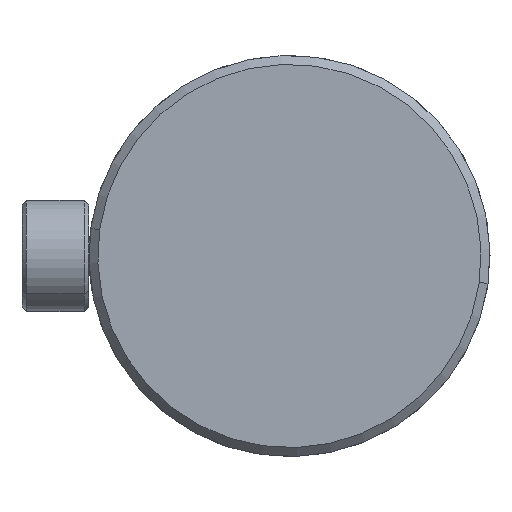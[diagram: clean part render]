
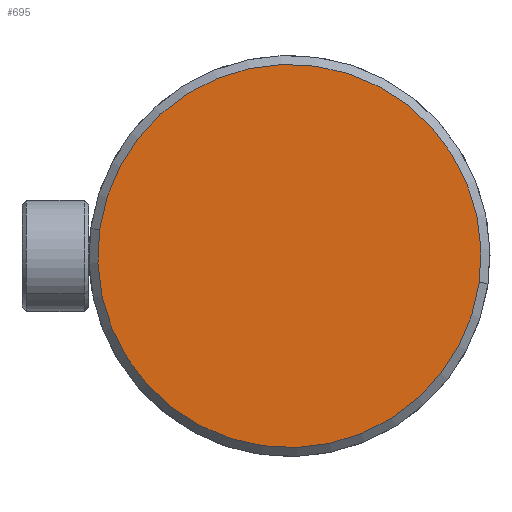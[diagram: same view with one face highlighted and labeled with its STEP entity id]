
A CAD part, left-side view. The second image highlights one B-rep face of the part: STEP entity #695.
In plain terms, the highlighted planar face has unit normal (-1, 0, 0).
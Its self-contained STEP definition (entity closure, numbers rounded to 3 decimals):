
#134 = CARTESIAN_POINT ( 'NONE',  ( -15., 0., 0. ) ) ;
#247 = DIRECTION ( 'NONE',  ( -1., 0., 0. ) ) ;
#518 = DIRECTION ( 'NONE',  ( 1., 0., 0. ) ) ;
#582 = DIRECTION ( 'NONE',  ( 0., -1., 0. ) ) ;
#584 = CARTESIAN_POINT ( 'NONE',  ( -15., 43., 0. ) ) ;
#695 = ADVANCED_FACE ( 'NONE', ( #2827 ), #2455, .T. ) ;
#749 = DIRECTION ( 'NONE',  ( 0., 1., 0. ) ) ;
#753 = VERTEX_POINT ( 'NONE', #1533 ) ;
#971 = EDGE_CURVE ( 'NONE', #2464, #753, #2941, .T. ) ;
#1345 = EDGE_LOOP ( 'NONE', ( #1686, #1721 ) ) ;
#1365 = AXIS2_PLACEMENT_3D ( 'NONE', #2223, #2160, #749 ) ;
#1475 = DIRECTION ( 'NONE',  ( 0., 1., 0. ) ) ;
#1486 = AXIS2_PLACEMENT_3D ( 'NONE', #134, #247, #582 ) ;
#1533 = CARTESIAN_POINT ( 'NONE',  ( -15., -43., 0. ) ) ;
#1686 = ORIENTED_EDGE ( 'NONE', *, *, #971, .F. ) ;
#1721 = ORIENTED_EDGE ( 'NONE', *, *, #1957, .F. ) ;
#1957 = EDGE_CURVE ( 'NONE', #753, #2464, #2220, .T. ) ;
#2160 = DIRECTION ( 'NONE',  ( 1., 0., 0. ) ) ;
#2220 = CIRCLE ( 'NONE', #1365, 43. ) ;
#2223 = CARTESIAN_POINT ( 'NONE',  ( -15., 0., 0. ) ) ;
#2455 = PLANE ( 'NONE',  #1486 ) ;
#2464 = VERTEX_POINT ( 'NONE', #584 ) ;
#2651 = CARTESIAN_POINT ( 'NONE',  ( -15., 0., 0. ) ) ;
#2729 = AXIS2_PLACEMENT_3D ( 'NONE', #2651, #518, #1475 ) ;
#2827 = FACE_OUTER_BOUND ( 'NONE', #1345, .T. ) ;
#2941 = CIRCLE ( 'NONE', #2729, 43. ) ;
